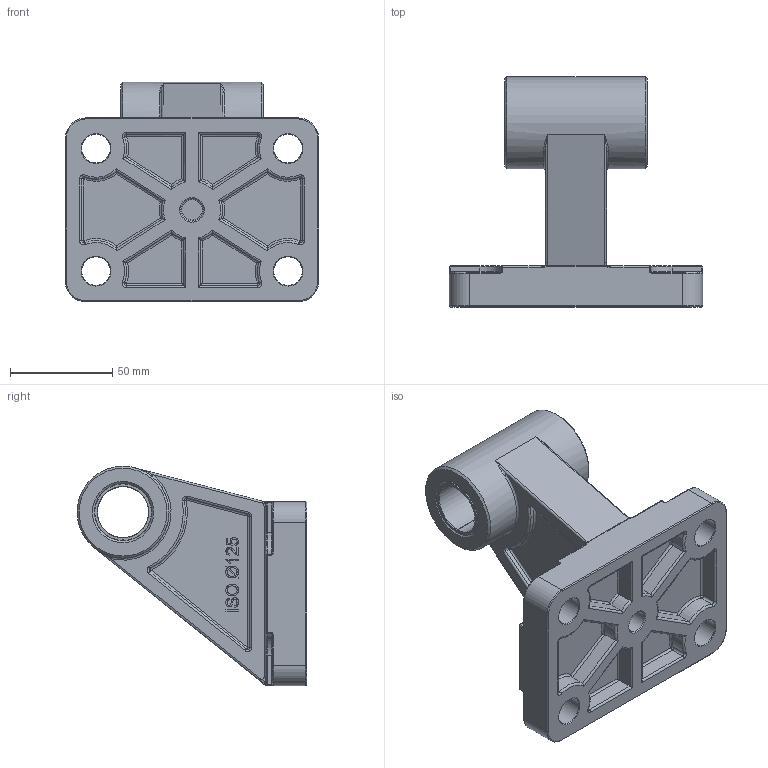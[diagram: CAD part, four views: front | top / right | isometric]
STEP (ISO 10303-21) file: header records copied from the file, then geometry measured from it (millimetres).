
FILE_DESCRIPTION((''),'2;1');
FILE_NAME('ASI125.stp','2013-11-15T10:00:51',('carlo.corazza'),(''),'Autodesk Inventor 2012','Autodesk Inventor 2012','');
FILE_SCHEMA(('AUTOMOTIVE_DESIGN { 1 0 10303 214 1 1 1 1 }'));
Length unit declared in the file: millimetre
Products named in the file (1): ASI125
Bounding box: 124 x 112.5 x 107.5 mm (x, y, z)
Volume: 346828.5 mm3; surface area: 65321.9 mm2
Topology: 1 solids, 1 shells, 469 faces, 1123 edges, 667 vertices
Faces by surface type: cylinder 149, plane 106, bspline 94, torus 80, cone 20, sphere 20
Full cylindrical faces by diameter (mm): 11 x1, 14 x4, 28 x1, 45 x1
Entity records: 16131 total; most frequent: CARTESIAN_POINT 5437, ORIENTED_EDGE 2152, DIRECTION 2010, EDGE_CURVE 1076, AXIS2_PLACEMENT_3D 778, VERTEX_POINT 650, EDGE_LOOP 520, STYLED_ITEM 470
